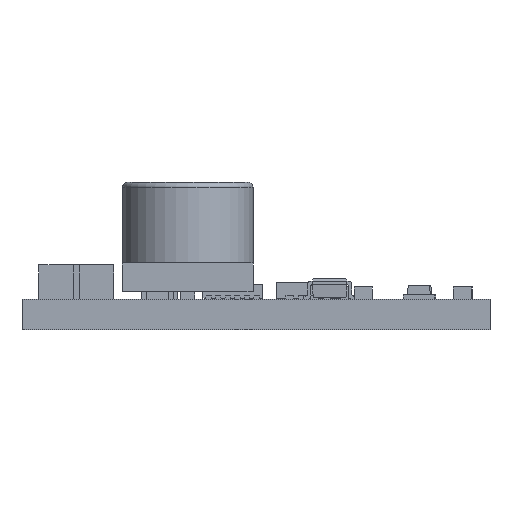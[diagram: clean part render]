
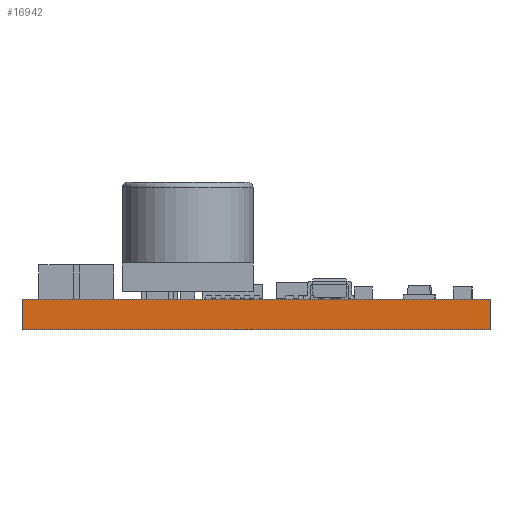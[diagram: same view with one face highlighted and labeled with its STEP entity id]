
A CAD part, front view. The second image highlights one B-rep face of the part: STEP entity #16942.
In plain terms, the highlighted planar face has unit normal (0, -1, 0).
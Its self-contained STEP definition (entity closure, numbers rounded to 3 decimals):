
#6235 = LINE ( 'NONE', #26555, #36935 ) ;
#6867 = CARTESIAN_POINT ( 'NONE',  ( 24.384, 0., 1.575 ) ) ;
#7418 = EDGE_LOOP ( 'NONE', ( #42236, #34054, #10266, #46692 ) ) ;
#10266 = ORIENTED_EDGE ( 'NONE', *, *, #31945, .F. ) ;
#12725 = CARTESIAN_POINT ( 'NONE',  ( 0., 0., 1.575 ) ) ;
#12767 = VERTEX_POINT ( 'NONE', #15577 ) ;
#13622 = DIRECTION ( 'NONE',  ( 1., 0., 0. ) ) ;
#15577 = CARTESIAN_POINT ( 'NONE',  ( 24.384, 0., 1.575 ) ) ;
#16695 = DIRECTION ( 'NONE',  ( 0., 0., -1. ) ) ;
#16942 = ADVANCED_FACE ( 'NONE', ( #50269 ), #36516, .F. ) ;
#19528 = VERTEX_POINT ( 'NONE', #34676 ) ;
#19633 = EDGE_CURVE ( 'NONE', #12767, #19981, #43796, .T. ) ;
#19981 = VERTEX_POINT ( 'NONE', #35271 ) ;
#20163 = DIRECTION ( 'NONE',  ( 0., 0., 1. ) ) ;
#22269 = VECTOR ( 'NONE', #13622, 1000. ) ;
#22876 = DIRECTION ( 'NONE',  ( 1., 0., 0. ) ) ;
#22936 = DIRECTION ( 'NONE',  ( 0., 0., -1. ) ) ;
#25001 = VECTOR ( 'NONE', #22936, 1000. ) ;
#26555 = CARTESIAN_POINT ( 'NONE',  ( 24.384, 0., 1.575 ) ) ;
#28251 = CARTESIAN_POINT ( 'NONE',  ( 24.384, 0., 1.575 ) ) ;
#29837 = EDGE_CURVE ( 'NONE', #19528, #41643, #37487, .T. ) ;
#31945 = EDGE_CURVE ( 'NONE', #19528, #12767, #6235, .T. ) ;
#32689 = AXIS2_PLACEMENT_3D ( 'NONE', #28251, #44186, #20163 ) ;
#34054 = ORIENTED_EDGE ( 'NONE', *, *, #19633, .F. ) ;
#34676 = CARTESIAN_POINT ( 'NONE',  ( 0., 0., 1.575 ) ) ;
#35271 = CARTESIAN_POINT ( 'NONE',  ( 24.384, 0., 0. ) ) ;
#35363 = EDGE_CURVE ( 'NONE', #41643, #19981, #46659, .T. ) ;
#36516 = PLANE ( 'NONE',  #32689 ) ;
#36935 = VECTOR ( 'NONE', #22876, 1000. ) ;
#37487 = LINE ( 'NONE', #12725, #49344 ) ;
#37575 = CARTESIAN_POINT ( 'NONE',  ( 24.384, 0., 0. ) ) ;
#39454 = CARTESIAN_POINT ( 'NONE',  ( 0., 0., 0. ) ) ;
#41643 = VERTEX_POINT ( 'NONE', #39454 ) ;
#42236 = ORIENTED_EDGE ( 'NONE', *, *, #35363, .T. ) ;
#43796 = LINE ( 'NONE', #6867, #25001 ) ;
#44186 = DIRECTION ( 'NONE',  ( 0., 1., 0. ) ) ;
#46659 = LINE ( 'NONE', #37575, #22269 ) ;
#46692 = ORIENTED_EDGE ( 'NONE', *, *, #29837, .T. ) ;
#49344 = VECTOR ( 'NONE', #16695, 1000. ) ;
#50269 = FACE_OUTER_BOUND ( 'NONE', #7418, .T. ) ;
